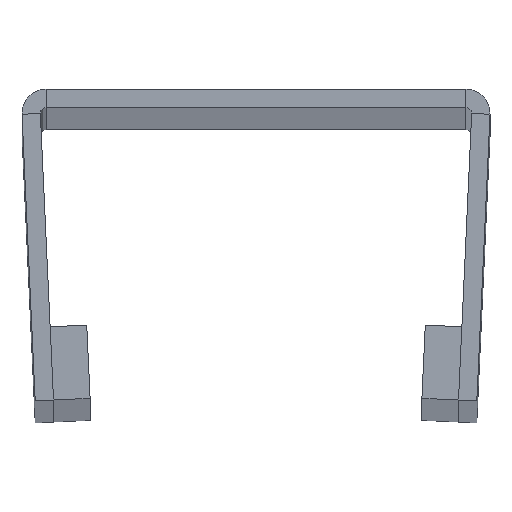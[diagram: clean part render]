
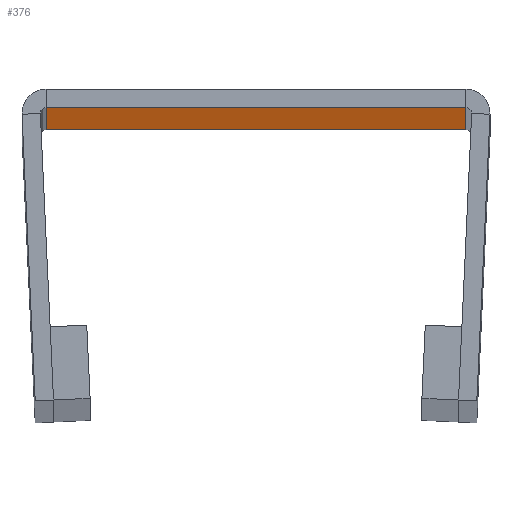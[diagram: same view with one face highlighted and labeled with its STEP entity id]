
A CAD part, top view. The second image highlights one B-rep face of the part: STEP entity #376.
In plain terms, the highlighted planar face has unit normal (0, -1, 0).
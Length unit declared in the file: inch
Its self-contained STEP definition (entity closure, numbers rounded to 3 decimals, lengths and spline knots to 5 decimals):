
#78=DIRECTION('',(0.,0.,-1.));
#79=VECTOR('',#78,43.071);
#80=CARTESIAN_POINT('',(-0.71602,-0.0625,0.));
#81=LINE('',#80,#79);
#82=DIRECTION('',(0.,0.,-1.));
#83=VECTOR('',#82,43.071);
#84=CARTESIAN_POINT('',(0.71602,-0.0625,0.));
#85=LINE('',#84,#83);
#94=DIRECTION('',(-1.,0.,0.));
#95=VECTOR('',#94,1.43204);
#96=CARTESIAN_POINT('',(0.71602,-0.0625,0.));
#97=LINE('',#96,#95);
#110=DIRECTION('',(-1.,0.,0.));
#111=VECTOR('',#110,1.43204);
#112=CARTESIAN_POINT('',(0.71602,-0.0625,-43.071));
#113=LINE('',#112,#111);
#214=CARTESIAN_POINT('',(0.71602,-0.0625,0.));
#215=VERTEX_POINT('',#214);
#216=CARTESIAN_POINT('',(-0.71602,-0.0625,0.));
#217=VERTEX_POINT('',#216);
#226=CARTESIAN_POINT('',(0.71602,-0.0625,-43.071));
#227=VERTEX_POINT('',#226);
#228=CARTESIAN_POINT('',(-0.71602,-0.0625,-43.071));
#229=VERTEX_POINT('',#228);
#362=CARTESIAN_POINT('',(0.71602,-0.0625,0.));
#363=DIRECTION('',(0.,1.,0.));
#364=DIRECTION('',(-1.,0.,0.));
#365=AXIS2_PLACEMENT_3D('',#362,#363,#364);
#366=PLANE('',#365);
#368=ORIENTED_EDGE('',*,*,#367,.F.);
#370=ORIENTED_EDGE('',*,*,#369,.T.);
#372=ORIENTED_EDGE('',*,*,#371,.T.);
#373=ORIENTED_EDGE('',*,*,#355,.F.);
#374=EDGE_LOOP('',(#368,#370,#372,#373));
#375=FACE_OUTER_BOUND('',#374,.F.);
#376=ADVANCED_FACE('',(#375),#366,.F.);
#355=EDGE_CURVE('',#217,#229,#81,.T.);
#367=EDGE_CURVE('',#215,#217,#97,.T.);
#369=EDGE_CURVE('',#215,#227,#85,.T.);
#371=EDGE_CURVE('',#227,#229,#113,.T.);
